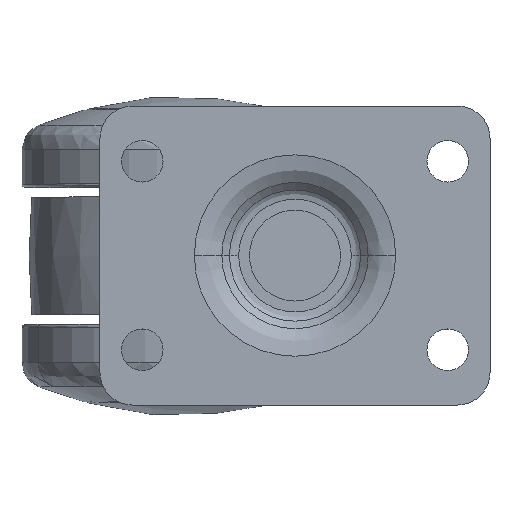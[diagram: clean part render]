
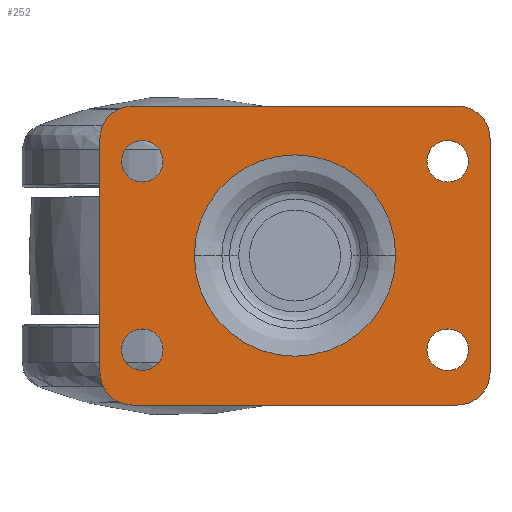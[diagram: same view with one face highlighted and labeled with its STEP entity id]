
A CAD part, top view. The second image highlights one B-rep face of the part: STEP entity #252.
In plain terms, the highlighted face is planar.
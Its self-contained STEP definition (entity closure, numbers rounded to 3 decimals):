
#252=ADVANCED_FACE('',(#1249,#1250,#1251,#1252,#1253,#1254),#1248,.F.);
#1248=PLANE('',#5984);
#1249=FACE_OUTER_BOUND('',#5985,.T.);
#1250=FACE_BOUND('',#5986,.T.);
#1251=FACE_BOUND('',#5987,.T.);
#1252=FACE_BOUND('',#5988,.T.);
#1253=FACE_BOUND('',#5989,.T.);
#1254=FACE_BOUND('',#5990,.T.);
#5981=CARTESIAN_POINT('',(-27.6,0.,-36.));
#5982=DIRECTION('',(0.,1.,0.));
#5983=DIRECTION('',(0.,0.,1.));
#5984=AXIS2_PLACEMENT_3D('',#5981,#5982,#5983);
#5985=EDGE_LOOP('',(#6873,#6874,#6875,#6876,#6877,#6878,#6879,#6880));
#5986=EDGE_LOOP('',(#6881,#6882));
#5987=EDGE_LOOP('',(#6883,#6884));
#5988=EDGE_LOOP('',(#6885,#6886));
#5989=EDGE_LOOP('',(#6887,#6888));
#5990=EDGE_LOOP('',(#6889,#6890));
#6873=ORIENTED_EDGE('',*,*,#7294,.F.);
#6874=ORIENTED_EDGE('',*,*,#7280,.T.);
#6875=ORIENTED_EDGE('',*,*,#7295,.F.);
#6876=ORIENTED_EDGE('',*,*,#7276,.T.);
#6877=ORIENTED_EDGE('',*,*,#7296,.F.);
#6878=ORIENTED_EDGE('',*,*,#7272,.T.);
#6879=ORIENTED_EDGE('',*,*,#7297,.F.);
#6880=ORIENTED_EDGE('',*,*,#7268,.T.);
#6881=ORIENTED_EDGE('',*,*,#7298,.T.);
#6882=ORIENTED_EDGE('',*,*,#7299,.T.);
#6883=ORIENTED_EDGE('',*,*,#7300,.T.);
#6884=ORIENTED_EDGE('',*,*,#7301,.T.);
#6885=ORIENTED_EDGE('',*,*,#7302,.T.);
#6886=ORIENTED_EDGE('',*,*,#7303,.T.);
#6887=ORIENTED_EDGE('',*,*,#7304,.T.);
#6888=ORIENTED_EDGE('',*,*,#7305,.T.);
#6889=ORIENTED_EDGE('',*,*,#7306,.T.);
#6890=ORIENTED_EDGE('',*,*,#7307,.T.);
#7268=EDGE_CURVE('',#8698,#8691,#8699,.T.);
#7272=EDGE_CURVE('',#8726,#8719,#8727,.T.);
#7276=EDGE_CURVE('',#8754,#8747,#8755,.T.);
#7280=EDGE_CURVE('',#8782,#8775,#8783,.T.);
#7294=EDGE_CURVE('',#8782,#8691,#8879,.T.);
#7295=EDGE_CURVE('',#8754,#8775,#8885,.T.);
#7296=EDGE_CURVE('',#8726,#8747,#8891,.T.);
#7297=EDGE_CURVE('',#8698,#8719,#8897,.T.);
#7298=EDGE_CURVE('',#8903,#8904,#8905,.T.);
#7299=EDGE_CURVE('',#8904,#8903,#8911,.T.);
#7300=EDGE_CURVE('',#8917,#8918,#8919,.T.);
#7301=EDGE_CURVE('',#8918,#8917,#8925,.T.);
#7302=EDGE_CURVE('',#8931,#8932,#8933,.T.);
#7303=EDGE_CURVE('',#8932,#8931,#8939,.T.);
#7304=EDGE_CURVE('',#8945,#8946,#8947,.T.);
#7305=EDGE_CURVE('',#8946,#8945,#8953,.T.);
#7306=EDGE_CURVE('',#8959,#8960,#8961,.T.);
#7307=EDGE_CURVE('',#8960,#8959,#8967,.T.);
#8691=VERTEX_POINT('',#10557);
#8698=VERTEX_POINT('',#10561);
#8699=CIRCLE('',#10565,5.);
#8719=VERTEX_POINT('',#10575);
#8726=VERTEX_POINT('',#10579);
#8727=CIRCLE('',#10583,5.);
#8747=VERTEX_POINT('',#10593);
#8754=VERTEX_POINT('',#10597);
#8755=CIRCLE('',#10601,5.);
#8775=VERTEX_POINT('',#10611);
#8782=VERTEX_POINT('',#10615);
#8783=CIRCLE('',#10619,5.);
#8879=LINE('',#10683,#10684);
#8885=LINE('',#10686,#10687);
#8891=LINE('',#10689,#10690);
#8897=LINE('',#10692,#10693);
#8903=VERTEX_POINT('',#10695);
#8904=VERTEX_POINT('',#10696);
#8905=CIRCLE('',#10700,15.49);
#8911=CIRCLE('',#10704,15.49);
#8917=VERTEX_POINT('',#10705);
#8918=VERTEX_POINT('',#10706);
#8919=CIRCLE('',#10710,3.2);
#8925=CIRCLE('',#10714,3.2);
#8931=VERTEX_POINT('',#10715);
#8932=VERTEX_POINT('',#10716);
#8933=CIRCLE('',#10720,3.2);
#8939=CIRCLE('',#10724,3.2);
#8945=VERTEX_POINT('',#10725);
#8946=VERTEX_POINT('',#10726);
#8947=CIRCLE('',#10730,3.2);
#8953=CIRCLE('',#10734,3.2);
#8959=VERTEX_POINT('',#10735);
#8960=VERTEX_POINT('',#10736);
#8961=CIRCLE('',#10740,3.2);
#8967=CIRCLE('',#10744,3.2);
#10557=CARTESIAN_POINT('',(-23.,0.,25.));
#10561=CARTESIAN_POINT('',(-18.,0.,30.));
#10562=CARTESIAN_POINT('',(-18.,0.,25.));
#10563=DIRECTION('',(0.,-1.,0.));
#10564=DIRECTION('',(0.,0.,-1.));
#10565=AXIS2_PLACEMENT_3D('',#10562,#10563,#10564);
#10575=CARTESIAN_POINT('',(18.,0.,30.));
#10579=CARTESIAN_POINT('',(23.,0.,25.));
#10580=CARTESIAN_POINT('',(18.,0.,25.));
#10581=DIRECTION('',(0.,-1.,0.));
#10582=DIRECTION('',(-1.,0.,0.));
#10583=AXIS2_PLACEMENT_3D('',#10580,#10581,#10582);
#10593=CARTESIAN_POINT('',(23.,0.,-25.));
#10597=CARTESIAN_POINT('',(18.,0.,-30.));
#10598=CARTESIAN_POINT('',(18.,0.,-25.));
#10599=DIRECTION('',(0.,-1.,0.));
#10600=DIRECTION('',(0.,0.,1.));
#10601=AXIS2_PLACEMENT_3D('',#10598,#10599,#10600);
#10611=CARTESIAN_POINT('',(-18.,0.,-30.));
#10615=CARTESIAN_POINT('',(-23.,0.,-25.));
#10616=CARTESIAN_POINT('',(-18.,0.,-25.));
#10617=DIRECTION('',(0.,-1.,0.));
#10618=DIRECTION('',(1.,0.,0.));
#10619=AXIS2_PLACEMENT_3D('',#10616,#10617,#10618);
#10683=CARTESIAN_POINT('',(-23.,0.,-25.));
#10684=VECTOR('',#10685,50.);
#10685=DIRECTION('',(0.,0.,1.));
#10686=CARTESIAN_POINT('',(18.,0.,-30.));
#10687=VECTOR('',#10688,36.);
#10688=DIRECTION('',(-1.,0.,0.));
#10689=CARTESIAN_POINT('',(23.,0.,25.));
#10690=VECTOR('',#10691,50.);
#10691=DIRECTION('',(0.,0.,-1.));
#10692=CARTESIAN_POINT('',(-18.,0.,30.));
#10693=VECTOR('',#10694,36.);
#10694=DIRECTION('',(1.,0.,0.));
#10695=CARTESIAN_POINT('',(0.,0.,15.49));
#10696=CARTESIAN_POINT('',(0.,0.,-15.49));
#10697=CARTESIAN_POINT('',(0.,0.,0.));
#10698=DIRECTION('',(0.,1.,0.));
#10699=DIRECTION('',(0.,0.,1.));
#10700=AXIS2_PLACEMENT_3D('',#10697,#10698,#10699);
#10701=CARTESIAN_POINT('',(0.,0.,0.));
#10702=DIRECTION('',(0.,1.,0.));
#10703=DIRECTION('',(0.,0.,1.));
#10704=AXIS2_PLACEMENT_3D('',#10701,#10702,#10703);
#10705=CARTESIAN_POINT('',(14.5,0.,26.7));
#10706=CARTESIAN_POINT('',(14.5,0.,20.3));
#10707=CARTESIAN_POINT('',(14.5,0.,23.5));
#10708=DIRECTION('',(0.,1.,0.));
#10709=DIRECTION('',(0.,0.,1.));
#10710=AXIS2_PLACEMENT_3D('',#10707,#10708,#10709);
#10711=CARTESIAN_POINT('',(14.5,0.,23.5));
#10712=DIRECTION('',(0.,1.,0.));
#10713=DIRECTION('',(0.,0.,1.));
#10714=AXIS2_PLACEMENT_3D('',#10711,#10712,#10713);
#10715=CARTESIAN_POINT('',(-14.5,0.,26.7));
#10716=CARTESIAN_POINT('',(-14.5,0.,20.3));
#10717=CARTESIAN_POINT('',(-14.5,0.,23.5));
#10718=DIRECTION('',(0.,1.,0.));
#10719=DIRECTION('',(0.,0.,1.));
#10720=AXIS2_PLACEMENT_3D('',#10717,#10718,#10719);
#10721=CARTESIAN_POINT('',(-14.5,0.,23.5));
#10722=DIRECTION('',(0.,1.,0.));
#10723=DIRECTION('',(0.,0.,1.));
#10724=AXIS2_PLACEMENT_3D('',#10721,#10722,#10723);
#10725=CARTESIAN_POINT('',(14.5,0.,-20.3));
#10726=CARTESIAN_POINT('',(14.5,0.,-26.7));
#10727=CARTESIAN_POINT('',(14.5,0.,-23.5));
#10728=DIRECTION('',(0.,1.,0.));
#10729=DIRECTION('',(0.,0.,1.));
#10730=AXIS2_PLACEMENT_3D('',#10727,#10728,#10729);
#10731=CARTESIAN_POINT('',(14.5,0.,-23.5));
#10732=DIRECTION('',(0.,1.,0.));
#10733=DIRECTION('',(0.,0.,1.));
#10734=AXIS2_PLACEMENT_3D('',#10731,#10732,#10733);
#10735=CARTESIAN_POINT('',(-14.5,0.,-20.3));
#10736=CARTESIAN_POINT('',(-14.5,0.,-26.7));
#10737=CARTESIAN_POINT('',(-14.5,0.,-23.5));
#10738=DIRECTION('',(0.,1.,0.));
#10739=DIRECTION('',(0.,0.,1.));
#10740=AXIS2_PLACEMENT_3D('',#10737,#10738,#10739);
#10741=CARTESIAN_POINT('',(-14.5,0.,-23.5));
#10742=DIRECTION('',(0.,1.,0.));
#10743=DIRECTION('',(0.,0.,1.));
#10744=AXIS2_PLACEMENT_3D('',#10741,#10742,#10743);
